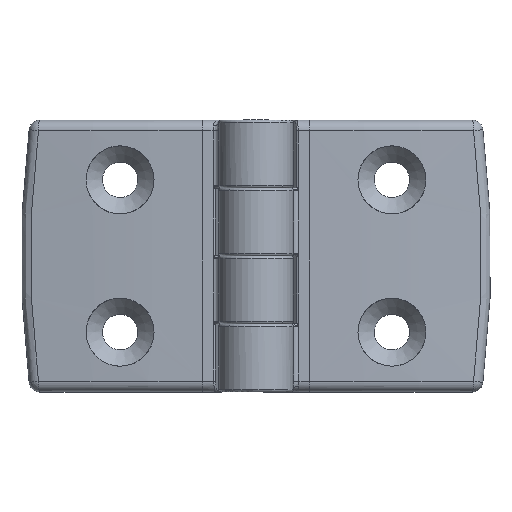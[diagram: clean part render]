
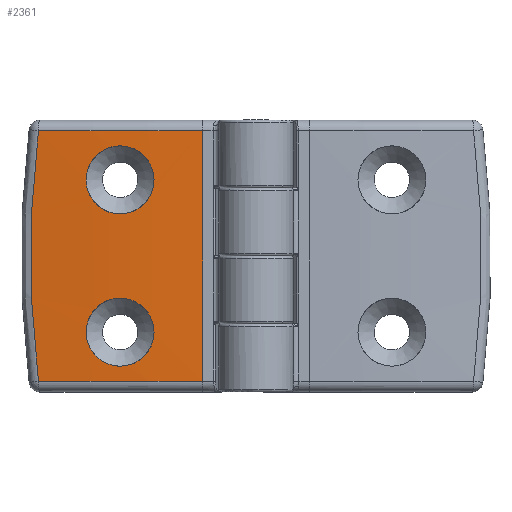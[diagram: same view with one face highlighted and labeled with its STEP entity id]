
A CAD part, top view. The second image highlights one B-rep face of the part: STEP entity #2361.
In plain terms, the highlighted cylindrical face has radius 250 mm (diameter 500 mm), a partial arc.
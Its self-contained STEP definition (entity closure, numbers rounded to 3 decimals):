
#1304=CARTESIAN_POINT('',(-16.695,48.0,8.0));
#1305=VERTEX_POINT('',#1304);
#1312=CARTESIAN_POINT('',(-16.695,2.0,8.0));
#1313=VERTEX_POINT('',#1312);
#1314=CARTESIAN_POINT('',(-16.695,2.0,8.0));
#1315=DIRECTION('',(0.0,1.0,0.0));
#1316=VECTOR('',#1315,46.0);
#1317=LINE('',#1314,#1316);
#1318=EDGE_CURVE('',#1313,#1305,#1317,.T.);
#2093=CARTESIAN_POINT('',(-46.913,2.,5.785));
#2094=VERTEX_POINT('',#2093);
#2118=CARTESIAN_POINT('',(-13.558,2.0,-241.98));
#2119=DIRECTION('',(0.0,-1.0,0.0));
#2120=DIRECTION('',(-0.076,0.0,0.997));
#2121=AXIS2_PLACEMENT_3D('',#2118,#2119,#2120);
#2122=CIRCLE('',#2121,250.);
#2123=EDGE_CURVE('',#1313,#2094,#2122,.T.);
#2135=CARTESIAN_POINT('',(-46.913,48.0,5.785));
#2136=VERTEX_POINT('',#2135);
#2179=CARTESIAN_POINT('',(-13.558,48.0,-241.98));
#2180=DIRECTION('',(0.0,1.0,0.0));
#2181=DIRECTION('',(-0.076,0.0,0.997));
#2182=AXIS2_PLACEMENT_3D('',#2179,#2180,#2181);
#2183=CIRCLE('',#2182,250.);
#2184=EDGE_CURVE('',#2136,#1305,#2183,.T.);
#2233=CARTESIAN_POINT('',(-46.913,2.,5.785));
#2234=CARTESIAN_POINT('',(-48.864,17.25,5.522));
#2235=CARTESIAN_POINT('',(-48.864,32.75,5.522));
#2236=CARTESIAN_POINT('',(-46.913,48.,5.785));
#2237=B_SPLINE_CURVE_WITH_KNOTS('',3,(#2233,#2234,#2235,#2236),.UNSPECIFIED.,.F.,.U.,(4,4),(-5.017,-0.404),.UNSPECIFIED.);
#2238=EDGE_CURVE('',#2094,#2136,#2237,.T.);
#2268=CARTESIAN_POINT('',(-13.558,0.0,-241.98));
#2269=DIRECTION('',(0.0,1.0,0.0));
#2270=DIRECTION('',(-0.15,0.0,0.989));
#2271=AXIS2_PLACEMENT_3D('',#2268,#2269,#2270);
#2272=CYLINDRICAL_SURFACE('',#2271,250.0);
#2273=ORIENTED_EDGE('',*,*,#2184,.F.);
#2274=ORIENTED_EDGE('',*,*,#2238,.F.);
#2275=ORIENTED_EDGE('',*,*,#2123,.F.);
#2276=ORIENTED_EDGE('',*,*,#1318,.T.);
#2277=EDGE_LOOP('',(#2273,#2274,#2275,#2276));
#2278=FACE_OUTER_BOUND('',#2277,.T.);
#2279=CARTESIAN_POINT('',(-38.15,11.0,6.807));
#2280=VERTEX_POINT('',#2279);
#2281=CARTESIAN_POINT('',(-38.15,11.0,6.807));
#2282=CARTESIAN_POINT('',(-38.15,11.785,6.807));
#2283=CARTESIAN_POINT('',(-37.993,12.622,6.823));
#2284=CARTESIAN_POINT('',(-37.356,14.16,6.885));
#2285=CARTESIAN_POINT('',(-36.876,14.862,6.931));
#2286=CARTESIAN_POINT('',(-35.767,15.972,7.032));
#2287=CARTESIAN_POINT('',(-35.064,16.454,7.094));
#2288=CARTESIAN_POINT('',(-33.523,17.093,7.222));
#2289=CARTESIAN_POINT('',(-32.685,17.25,7.288));
#2290=CARTESIAN_POINT('',(-31.116,17.25,7.404));
#2291=CARTESIAN_POINT('',(-30.278,17.093,7.461));
#2292=CARTESIAN_POINT('',(-28.738,16.455,7.56));
#2293=CARTESIAN_POINT('',(-28.034,15.974,7.601));
#2294=CARTESIAN_POINT('',(-26.925,14.863,7.663));
#2295=CARTESIAN_POINT('',(-26.444,14.161,7.688));
#2296=CARTESIAN_POINT('',(-25.807,12.622,7.72));
#2297=CARTESIAN_POINT('',(-25.65,11.785,7.727));
#2298=CARTESIAN_POINT('',(-25.65,10.215,7.727));
#2299=CARTESIAN_POINT('',(-25.807,9.378,7.72));
#2300=CARTESIAN_POINT('',(-26.444,7.839,7.688));
#2301=CARTESIAN_POINT('',(-26.925,7.137,7.663));
#2302=CARTESIAN_POINT('',(-28.034,6.026,7.601));
#2303=CARTESIAN_POINT('',(-28.738,5.545,7.56));
#2304=CARTESIAN_POINT('',(-30.278,4.907,7.461));
#2305=CARTESIAN_POINT('',(-31.116,4.75,7.404));
#2306=CARTESIAN_POINT('',(-32.685,4.75,7.288));
#2307=CARTESIAN_POINT('',(-33.523,4.907,7.222));
#2308=CARTESIAN_POINT('',(-35.064,5.546,7.094));
#2309=CARTESIAN_POINT('',(-35.767,6.028,7.032));
#2310=CARTESIAN_POINT('',(-36.876,7.138,6.931));
#2311=CARTESIAN_POINT('',(-37.356,7.84,6.885));
#2312=CARTESIAN_POINT('',(-37.993,9.378,6.823));
#2313=CARTESIAN_POINT('',(-38.15,10.215,6.807));
#2314=CARTESIAN_POINT('',(-38.15,11.,6.807));
#2315=B_SPLINE_CURVE_WITH_KNOTS('',3,(#2281,#2282,#2283,#2284,#2285,#2286,#2287,#2288,#2289,#2290,#2291,#2292,#2293,#2294,#2295,#2296,#2297,#2298,#2299,#2300,#2301,#2302,#2303,#2304,#2305,#2306,#2307,#2308,#2309,#2310,#2311,#2312,#2313,#2314),.UNSPECIFIED.,.T.,.U.,(4,2,2,2,2,2,2,2,2,2,2,2,2,2,2,2,4),(0.0,0.235,0.471,0.707,0.943,1.179,1.415,1.651,1.886,2.121,2.357,2.593,2.829,3.065,3.301,3.537,3.772),.UNSPECIFIED.);
#2316=EDGE_CURVE('',#2280,#2280,#2315,.T.);
#2317=ORIENTED_EDGE('',*,*,#2316,.T.);
#2318=EDGE_LOOP('',(#2317));
#2319=FACE_BOUND('',#2318,.T.);
#2320=CARTESIAN_POINT('',(-38.15,39.0,6.807));
#2321=VERTEX_POINT('',#2320);
#2322=CARTESIAN_POINT('',(-38.15,39.0,6.807));
#2323=CARTESIAN_POINT('',(-38.15,39.785,6.807));
#2324=CARTESIAN_POINT('',(-37.993,40.622,6.823));
#2325=CARTESIAN_POINT('',(-37.356,42.16,6.885));
#2326=CARTESIAN_POINT('',(-36.876,42.862,6.931));
#2327=CARTESIAN_POINT('',(-35.767,43.972,7.032));
#2328=CARTESIAN_POINT('',(-35.064,44.454,7.094));
#2329=CARTESIAN_POINT('',(-33.523,45.093,7.222));
#2330=CARTESIAN_POINT('',(-32.685,45.25,7.288));
#2331=CARTESIAN_POINT('',(-31.116,45.25,7.404));
#2332=CARTESIAN_POINT('',(-30.278,45.093,7.461));
#2333=CARTESIAN_POINT('',(-28.738,44.455,7.56));
#2334=CARTESIAN_POINT('',(-28.034,43.974,7.601));
#2335=CARTESIAN_POINT('',(-26.925,42.863,7.663));
#2336=CARTESIAN_POINT('',(-26.444,42.161,7.688));
#2337=CARTESIAN_POINT('',(-25.807,40.622,7.72));
#2338=CARTESIAN_POINT('',(-25.65,39.785,7.727));
#2339=CARTESIAN_POINT('',(-25.65,38.215,7.727));
#2340=CARTESIAN_POINT('',(-25.807,37.378,7.72));
#2341=CARTESIAN_POINT('',(-26.444,35.839,7.688));
#2342=CARTESIAN_POINT('',(-26.925,35.137,7.663));
#2343=CARTESIAN_POINT('',(-28.034,34.026,7.601));
#2344=CARTESIAN_POINT('',(-28.738,33.545,7.56));
#2345=CARTESIAN_POINT('',(-30.278,32.907,7.461));
#2346=CARTESIAN_POINT('',(-31.116,32.75,7.404));
#2347=CARTESIAN_POINT('',(-32.685,32.75,7.288));
#2348=CARTESIAN_POINT('',(-33.523,32.907,7.222));
#2349=CARTESIAN_POINT('',(-35.064,33.546,7.094));
#2350=CARTESIAN_POINT('',(-35.767,34.028,7.032));
#2351=CARTESIAN_POINT('',(-36.876,35.138,6.931));
#2352=CARTESIAN_POINT('',(-37.356,35.84,6.885));
#2353=CARTESIAN_POINT('',(-37.993,37.378,6.823));
#2354=CARTESIAN_POINT('',(-38.15,38.215,6.807));
#2355=CARTESIAN_POINT('',(-38.15,39.0,6.807));
#2356=B_SPLINE_CURVE_WITH_KNOTS('',3,(#2322,#2323,#2324,#2325,#2326,#2327,#2328,#2329,#2330,#2331,#2332,#2333,#2334,#2335,#2336,#2337,#2338,#2339,#2340,#2341,#2342,#2343,#2344,#2345,#2346,#2347,#2348,#2349,#2350,#2351,#2352,#2353,#2354,#2355),.UNSPECIFIED.,.T.,.U.,(4,2,2,2,2,2,2,2,2,2,2,2,2,2,2,2,4),(0.0,0.235,0.471,0.707,0.943,1.179,1.415,1.651,1.886,2.121,2.357,2.593,2.829,3.065,3.301,3.537,3.772),.UNSPECIFIED.);
#2357=EDGE_CURVE('',#2321,#2321,#2356,.T.);
#2358=ORIENTED_EDGE('',*,*,#2357,.T.);
#2359=EDGE_LOOP('',(#2358));
#2360=FACE_BOUND('',#2359,.T.);
#2361=ADVANCED_FACE('',(#2278,#2319,#2360),#2272,.T.);
